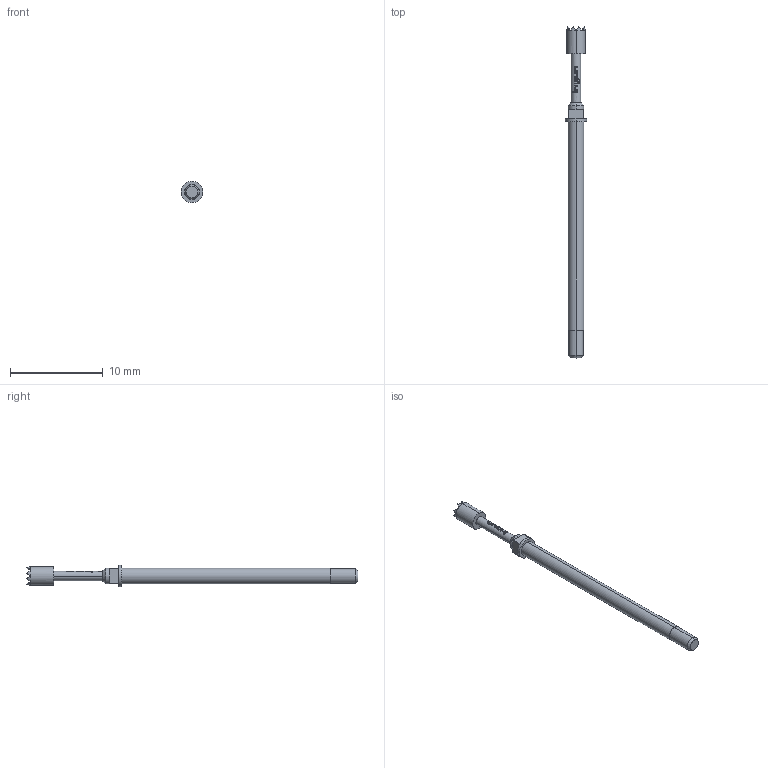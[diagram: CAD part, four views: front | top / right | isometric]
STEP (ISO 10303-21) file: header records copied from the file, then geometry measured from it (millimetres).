
FILE_DESCRIPTION (( 'STEP AP203' ), '1' );
FILE_NAME ('INGUN_GKS-112_306_200_X_xx02_M_0.STEP', '2016-07-04T10:12:42', ( '' ), ( '' ), 'SwSTEP 2.0', 'SolidWorks 2014', '' );
FILE_SCHEMA (( 'CONFIG_CONTROL_DESIGN' ));
Length unit declared in the file: millimetre
Products named in the file (2): INGUN_GKS-112_306_200_X_xx02_M_0
Bounding box: 2.3 x 35.8 x 2.3 mm (x, y, z)
Volume: 72 mm3; surface area: 193.1 mm2
Topology: 1 solids, 1 shells, 170 faces, 406 edges, 247 vertices
Faces by surface type: plane 112, bspline 22, cylinder 18, cone 18
Entity records: 5229 total; most frequent: CARTESIAN_POINT 1493, ORIENTED_EDGE 812, DIRECTION 654, EDGE_CURVE 406, VERTEX_POINT 247, AXIS2_PLACEMENT_3D 240, EDGE_LOOP 179, VECTOR 174
